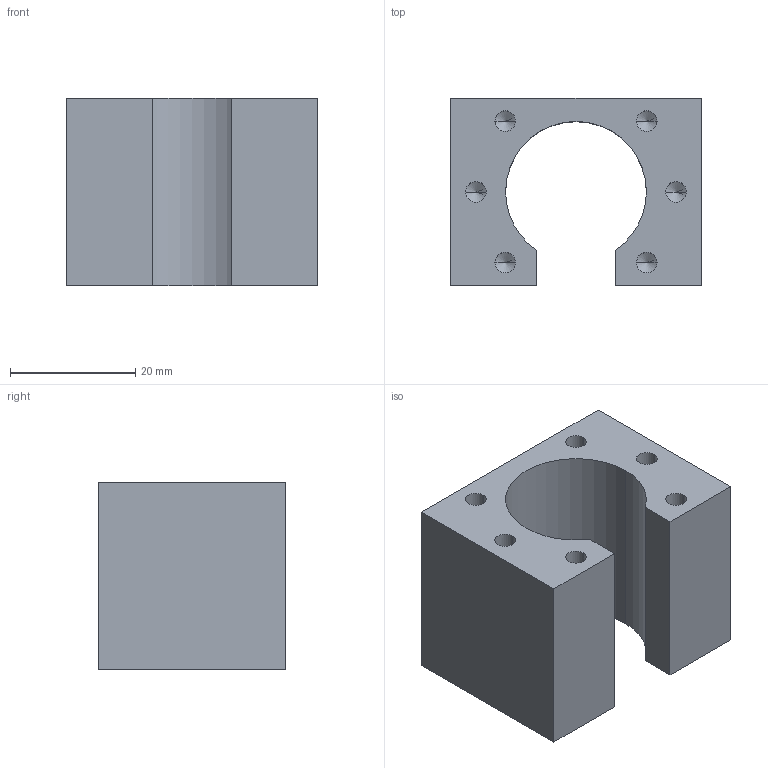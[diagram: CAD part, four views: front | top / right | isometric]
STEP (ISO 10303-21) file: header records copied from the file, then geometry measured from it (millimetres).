
FILE_DESCRIPTION (( 'STEP AP203' ), '1' );
FILE_NAME ('Sfu1204 nut housing.STEP', '2017-11-24T18:35:29', ( '' ), ( '' ), 'SwSTEP 2.0', 'SolidWorks 2017', '' );
FILE_SCHEMA (( 'CONFIG_CONTROL_DESIGN' ));
Length unit declared in the file: millimetre
Products named in the file (1): Sfu1204 nut housing
Bounding box: 40 x 30 x 30 mm (x, y, z)
Volume: 21195.5 mm3; surface area: 8857.8 mm2
Topology: 1 solids, 1 shells, 52 faces, 130 edges, 72 vertices
Faces by surface type: cylinder 23, cone 20, plane 9
Entity records: 1573 total; most frequent: CARTESIAN_POINT 307, DIRECTION 262, ORIENTED_EDGE 228, EDGE_CURVE 114, AXIS2_PLACEMENT_3D 99, VERTEX_POINT 72, EDGE_LOOP 64, LINE 64
